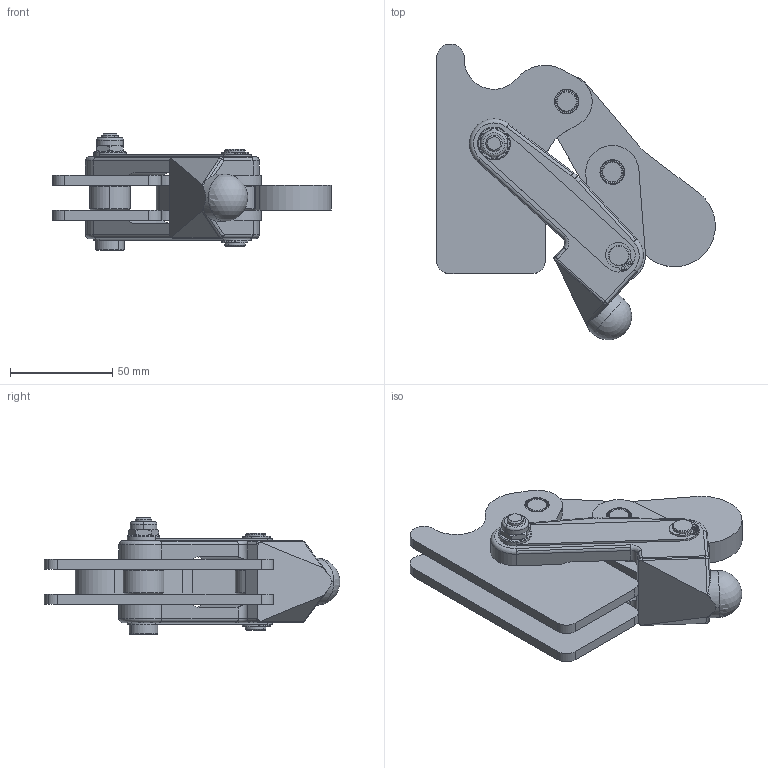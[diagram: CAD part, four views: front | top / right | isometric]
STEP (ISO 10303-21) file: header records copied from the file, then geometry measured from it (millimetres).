
FILE_DESCRIPTION((''),'2;1');
FILE_NAME('605-opened.stp','2005-09-28T09:44:41',('Kysilko'),(''),'Autodesk Inventor 8','Autodesk Inventor 8','');
FILE_SCHEMA(('AUTOMOTIVE_DESIGN { 1 0 10303 214 1 1 1 1 }'));
Length unit declared in the file: millimetre
Products named in the file (1): Part12
Bounding box: 136.14 x 144.4 x 57 mm (x, y, z)
Volume: 198744.1 mm3; surface area: 57560.1 mm2
Topology: 1 solids, 112 shells, 2019 faces, 5957 edges, 3928 vertices
Faces by surface type: plane 1407, cylinder 365, cone 118, bspline 112, torus 12, sphere 5
Entity records: 68152 total; most frequent: CARTESIAN_POINT 17245, ORIENTED_EDGE 11898, DIRECTION 9787, EDGE_CURVE 5949, VERTEX_POINT 3926, AXIS2_PLACEMENT_3D 3562, VECTOR 2663, LINE 2663
